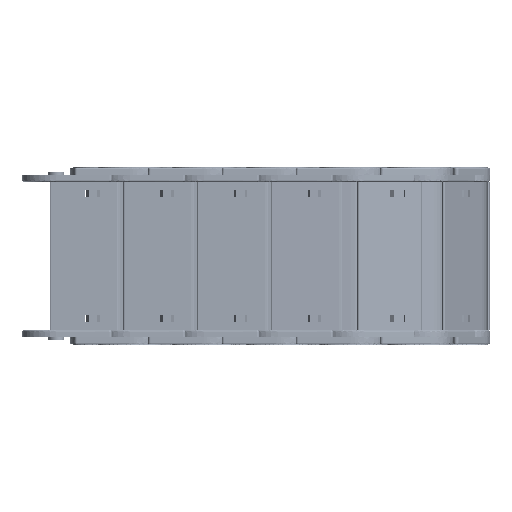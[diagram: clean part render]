
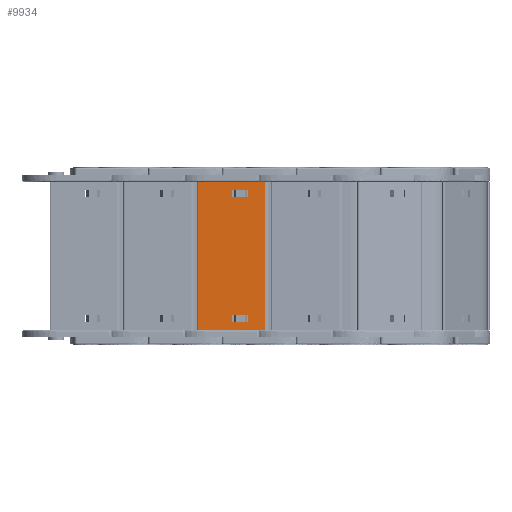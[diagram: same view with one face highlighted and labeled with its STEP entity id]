
A CAD part, front view. The second image highlights one B-rep face of the part: STEP entity #9934.
In plain terms, the highlighted planar face has unit normal (0, -1, 0).
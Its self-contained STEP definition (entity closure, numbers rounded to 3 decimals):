
#198 = VERTEX_POINT ( 'NONE', #19404 ) ;
#988 = CARTESIAN_POINT ( 'NONE',  ( -75.76, 143.654, 117.747 ) ) ;
#1377 = LINE ( 'NONE', #22932, #22115 ) ;
#1519 = LINE ( 'NONE', #15943, #3230 ) ;
#2317 = DIRECTION ( 'NONE',  ( 1., 0., 0. ) ) ;
#2321 = DIRECTION ( 'NONE',  ( 0., 0., 1. ) ) ;
#2408 = EDGE_CURVE ( 'NONE', #32986, #27255, #8062, .T. ) ;
#2531 = CARTESIAN_POINT ( 'NONE',  ( -61.76, 143.654, 5.247 ) ) ;
#3230 = VECTOR ( 'NONE', #13190, 1000. ) ;
#3253 = ORIENTED_EDGE ( 'NONE', *, *, #26764, .F. ) ;
#3760 = ORIENTED_EDGE ( 'NONE', *, *, #33578, .T. ) ;
#3932 = DIRECTION ( 'NONE',  ( 0., 0., 1. ) ) ;
#5099 = CARTESIAN_POINT ( 'NONE',  ( -89.98, 143.654, -1.503 ) ) ;
#5276 = ORIENTED_EDGE ( 'NONE', *, *, #6933, .F. ) ;
#5391 = VECTOR ( 'NONE', #24291, 1000. ) ;
#5828 = VERTEX_POINT ( 'NONE', #29886 ) ;
#5831 = LINE ( 'NONE', #23571, #31191 ) ;
#6933 = EDGE_CURVE ( 'NONE', #5828, #15441, #24881, .T. ) ;
#7248 = EDGE_CURVE ( 'NONE', #30120, #28449, #32861, .T. ) ;
#7311 = DIRECTION ( 'NONE',  ( -1., 0., 0. ) ) ;
#7323 = EDGE_LOOP ( 'NONE', ( #14421, #30970, #3760, #9216 ) ) ;
#7514 = EDGE_CURVE ( 'NONE', #15441, #13226, #22730, .T. ) ;
#8062 = LINE ( 'NONE', #16034, #10193 ) ;
#8676 = EDGE_CURVE ( 'NONE', #27255, #10343, #1519, .T. ) ;
#9216 = ORIENTED_EDGE ( 'NONE', *, *, #7248, .T. ) ;
#9627 = CARTESIAN_POINT ( 'NONE',  ( -75.76, 143.654, 11.547 ) ) ;
#9934 = ADVANCED_FACE ( 'NONE', ( #28168, #18418, #13295 ), #14546, .F. ) ;
#10193 = VECTOR ( 'NONE', #2321, 1000. ) ;
#10343 = VERTEX_POINT ( 'NONE', #17032 ) ;
#10462 = VECTOR ( 'NONE', #2317, 1000. ) ;
#11603 = CARTESIAN_POINT ( 'NONE',  ( -58.76, 143.654, -1.503 ) ) ;
#12007 = VECTOR ( 'NONE', #21446, 1000. ) ;
#12659 = CARTESIAN_POINT ( 'NONE',  ( -61.76, 143.654, 11.547 ) ) ;
#12865 = ORIENTED_EDGE ( 'NONE', *, *, #7514, .F. ) ;
#13190 = DIRECTION ( 'NONE',  ( 1., 0., 0. ) ) ;
#13226 = VERTEX_POINT ( 'NONE', #20187 ) ;
#13295 = FACE_BOUND ( 'NONE', #33676, .T. ) ;
#13711 = ORIENTED_EDGE ( 'NONE', *, *, #2408, .F. ) ;
#14421 = ORIENTED_EDGE ( 'NONE', *, *, #33894, .T. ) ;
#14546 = PLANE ( 'NONE',  #25840 ) ;
#15441 = VERTEX_POINT ( 'NONE', #31874 ) ;
#15943 = CARTESIAN_POINT ( 'NONE',  ( -58.76, 143.654, 124.497 ) ) ;
#16034 = CARTESIAN_POINT ( 'NONE',  ( -89.98, 143.654, -83.122 ) ) ;
#16428 = ORIENTED_EDGE ( 'NONE', *, *, #26737, .T. ) ;
#16564 = ORIENTED_EDGE ( 'NONE', *, *, #8676, .F. ) ;
#16928 = DIRECTION ( 'NONE',  ( 0., 0., -1. ) ) ;
#17032 = CARTESIAN_POINT ( 'NONE',  ( -33.78, 143.654, 124.497 ) ) ;
#17421 = EDGE_CURVE ( 'NONE', #13226, #25080, #1377, .T. ) ;
#17653 = ORIENTED_EDGE ( 'NONE', *, *, #17421, .F. ) ;
#18418 = FACE_OUTER_BOUND ( 'NONE', #28302, .T. ) ;
#19255 = VECTOR ( 'NONE', #27830, 1000. ) ;
#19398 = VECTOR ( 'NONE', #32013, 1000. ) ;
#19404 = CARTESIAN_POINT ( 'NONE',  ( -61.76, 143.654, 11.547 ) ) ;
#19632 = VECTOR ( 'NONE', #26416, 1000. ) ;
#19771 = CARTESIAN_POINT ( 'NONE',  ( -33.78, 143.654, -83.122 ) ) ;
#20187 = CARTESIAN_POINT ( 'NONE',  ( -61.76, 143.654, 117.747 ) ) ;
#20394 = CARTESIAN_POINT ( 'NONE',  ( -75.76, 143.654, 5.247 ) ) ;
#20544 = CARTESIAN_POINT ( 'NONE',  ( -75.76, 143.654, 11.547 ) ) ;
#20833 = VERTEX_POINT ( 'NONE', #33437 ) ;
#20950 = VECTOR ( 'NONE', #16928, 1000. ) ;
#21446 = DIRECTION ( 'NONE',  ( -1., 0., 0. ) ) ;
#22115 = VECTOR ( 'NONE', #7311, 1000. ) ;
#22730 = LINE ( 'NONE', #26090, #5391 ) ;
#22932 = CARTESIAN_POINT ( 'NONE',  ( -61.76, 143.654, 117.747 ) ) ;
#23571 = CARTESIAN_POINT ( 'NONE',  ( -61.76, 143.654, 11.547 ) ) ;
#23740 = CARTESIAN_POINT ( 'NONE',  ( -58.76, 143.654, -1.503 ) ) ;
#23803 = EDGE_CURVE ( 'NONE', #198, #20833, #5831, .T. ) ;
#24291 = DIRECTION ( 'NONE',  ( 0., 0., 1. ) ) ;
#24881 = LINE ( 'NONE', #31534, #10462 ) ;
#25080 = VERTEX_POINT ( 'NONE', #988 ) ;
#25840 = AXIS2_PLACEMENT_3D ( 'NONE', #11603, #33481, #3932 ) ;
#26090 = CARTESIAN_POINT ( 'NONE',  ( -61.76, 143.654, 111.447 ) ) ;
#26158 = LINE ( 'NONE', #23740, #19398 ) ;
#26416 = DIRECTION ( 'NONE',  ( 1., 0., 0. ) ) ;
#26737 = EDGE_CURVE ( 'NONE', #31559, #10343, #33631, .T. ) ;
#26764 = EDGE_CURVE ( 'NONE', #25080, #5828, #34476, .T. ) ;
#26993 = DIRECTION ( 'NONE',  ( 0., 0., -1. ) ) ;
#27255 = VERTEX_POINT ( 'NONE', #34890 ) ;
#27270 = LINE ( 'NONE', #2531, #12007 ) ;
#27830 = DIRECTION ( 'NONE',  ( 0., 0., 1. ) ) ;
#28168 = FACE_BOUND ( 'NONE', #7323, .T. ) ;
#28302 = EDGE_LOOP ( 'NONE', ( #16428, #16564, #13711, #32354 ) ) ;
#28449 = VERTEX_POINT ( 'NONE', #20544 ) ;
#28572 = DIRECTION ( 'NONE',  ( 0., 0., 1. ) ) ;
#28942 = LINE ( 'NONE', #12659, #19632 ) ;
#29722 = EDGE_CURVE ( 'NONE', #32986, #31559, #26158, .T. ) ;
#29886 = CARTESIAN_POINT ( 'NONE',  ( -75.76, 143.654, 111.447 ) ) ;
#30120 = VERTEX_POINT ( 'NONE', #20394 ) ;
#30311 = CARTESIAN_POINT ( 'NONE',  ( -33.78, 143.654, -1.503 ) ) ;
#30970 = ORIENTED_EDGE ( 'NONE', *, *, #23803, .T. ) ;
#31191 = VECTOR ( 'NONE', #26993, 1000. ) ;
#31534 = CARTESIAN_POINT ( 'NONE',  ( -61.76, 143.654, 111.447 ) ) ;
#31559 = VERTEX_POINT ( 'NONE', #30311 ) ;
#31874 = CARTESIAN_POINT ( 'NONE',  ( -61.76, 143.654, 111.447 ) ) ;
#32013 = DIRECTION ( 'NONE',  ( 1., 0., 0. ) ) ;
#32354 = ORIENTED_EDGE ( 'NONE', *, *, #29722, .T. ) ;
#32861 = LINE ( 'NONE', #9627, #34139 ) ;
#32986 = VERTEX_POINT ( 'NONE', #5099 ) ;
#33121 = CARTESIAN_POINT ( 'NONE',  ( -75.76, 143.654, 111.447 ) ) ;
#33437 = CARTESIAN_POINT ( 'NONE',  ( -61.76, 143.654, 5.247 ) ) ;
#33481 = DIRECTION ( 'NONE',  ( 0., 1., 0. ) ) ;
#33578 = EDGE_CURVE ( 'NONE', #20833, #30120, #27270, .T. ) ;
#33631 = LINE ( 'NONE', #19771, #19255 ) ;
#33676 = EDGE_LOOP ( 'NONE', ( #5276, #3253, #17653, #12865 ) ) ;
#33894 = EDGE_CURVE ( 'NONE', #28449, #198, #28942, .T. ) ;
#34139 = VECTOR ( 'NONE', #28572, 1000. ) ;
#34476 = LINE ( 'NONE', #33121, #20950 ) ;
#34890 = CARTESIAN_POINT ( 'NONE',  ( -89.98, 143.654, 124.497 ) ) ;
